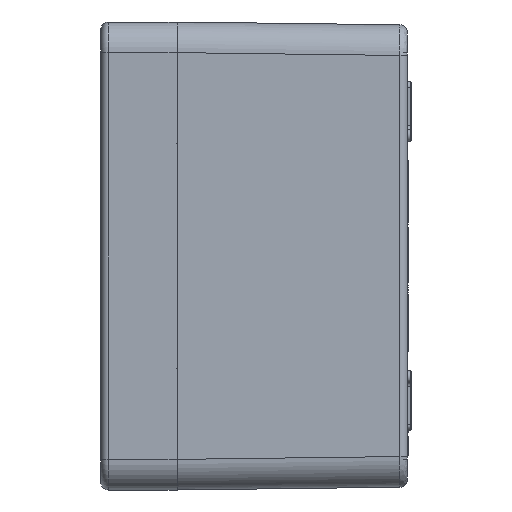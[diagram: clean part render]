
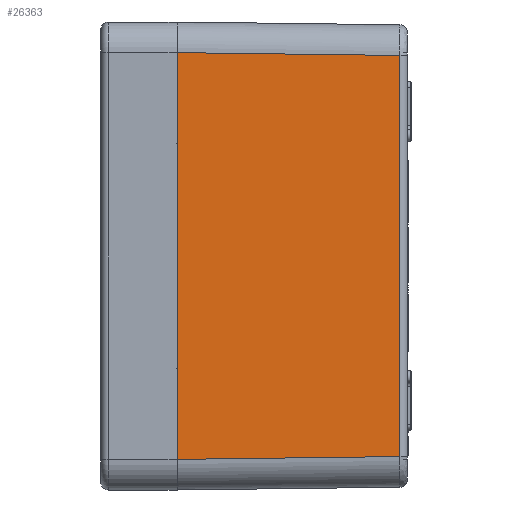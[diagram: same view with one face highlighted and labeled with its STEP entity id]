
A CAD part, left-side view. The second image highlights one B-rep face of the part: STEP entity #26363.
In plain terms, the highlighted face is planar.
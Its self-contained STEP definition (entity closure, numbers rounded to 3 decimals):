
#5824=DIRECTION('',(0.,0.,1.));
#5825=VECTOR('',#5824,106.151);
#5826=CARTESIAN_POINT('',(180.075,0.,-53.076));
#5827=LINE('',#5826,#5825);
#5837=CARTESIAN_POINT('',(180.075,0.,53.076));
#6537=DIRECTION('',(0.,0.,1.));
#6538=VECTOR('',#6537,104.701);
#6539=CARTESIAN_POINT('',(179.35,-58.125,
-52.35));
#6540=LINE('',#6539,#6538);
#6544=DIRECTION('',(0.012,1.,0.012));
#6545=VECTOR('',#6544,58.134);
#6546=CARTESIAN_POINT('',(179.35,-58.125,52.35));
#6547=LINE('',#6546,#6545);
#6551=DIRECTION('',(0.012,1.,-0.012));
#6552=VECTOR('',#6551,58.134);
#6553=CARTESIAN_POINT('',(179.35,-58.125,
-52.35));
#6554=LINE('',#6553,#6552);
#21873=VERTEX_POINT('',#5837);
#21876=CARTESIAN_POINT('',(180.075,0.,-53.076));
#21877=VERTEX_POINT('',#21876);
#22034=CARTESIAN_POINT('',(179.35,-58.125,
-52.35));
#22035=CARTESIAN_POINT('',(179.35,-58.125,
52.35));
#22036=VERTEX_POINT('',#22034);
#22037=VERTEX_POINT('',#22035);
#26352=CARTESIAN_POINT('',(179.7,-30.05,0.));
#26353=DIRECTION('',(1.,-0.012,0.));
#26354=DIRECTION('',(0.012,1.,0.));
#26355=AXIS2_PLACEMENT_3D('',#26352,#26353,#26354);
#26356=PLANE('',#26355);
#26357=ORIENTED_EDGE('',*,*,#25942,.T.);
#26358=ORIENTED_EDGE('',*,*,#26020,.T.);
#26359=ORIENTED_EDGE('',*,*,#25717,.F.);
#26360=ORIENTED_EDGE('',*,*,#26344,.F.);
#26361=EDGE_LOOP('',(#26357,#26358,#26359,#26360));
#26362=FACE_OUTER_BOUND('',#26361,.F.);
#25717=EDGE_CURVE('',#21877,#21873,#5827,.T.);
#25942=EDGE_CURVE('',#22036,#22037,#6540,.T.);
#26020=EDGE_CURVE('',#22037,#21873,#6547,.T.);
#26344=EDGE_CURVE('',#22036,#21877,#6554,.T.);
#26363=ADVANCED_FACE('',(#26362),#26356,.T.);
